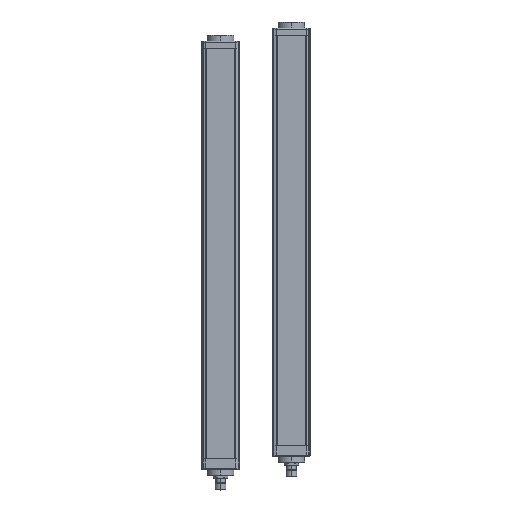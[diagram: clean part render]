
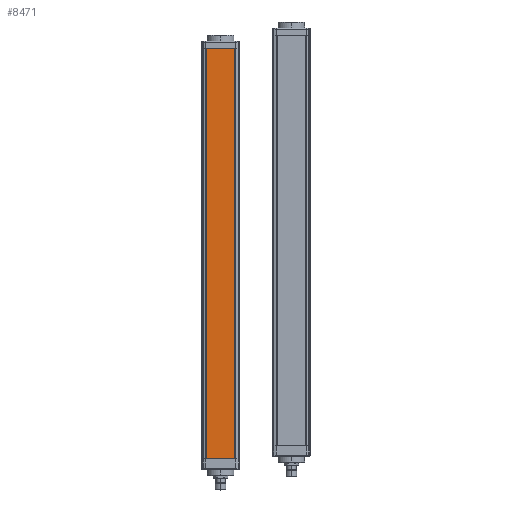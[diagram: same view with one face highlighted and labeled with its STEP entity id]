
A CAD part, top view. The second image highlights one B-rep face of the part: STEP entity #8471.
In plain terms, the highlighted planar face has unit normal (0, 0, 1).
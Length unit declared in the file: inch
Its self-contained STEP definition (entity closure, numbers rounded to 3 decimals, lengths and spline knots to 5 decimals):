
#599 = VECTOR ( 'NONE', #34707, 39.37008 ) ;
#1513 = EDGE_CURVE ( 'NONE', #5113, #12420, #22050, .T. ) ;
#2487 = VECTOR ( 'NONE', #13775, 39.37008 ) ;
#2771 = CARTESIAN_POINT ( 'NONE',  ( -0.60039, 9.03543, 0.90157 ) ) ;
#4272 = DIRECTION ( 'NONE',  ( 0., 0., 1. ) ) ;
#5113 = VERTEX_POINT ( 'NONE', #20804 ) ;
#5560 = ORIENTED_EDGE ( 'NONE', *, *, #14642, .T. ) ;
#5841 = CARTESIAN_POINT ( 'NONE',  ( 0., 9.03543, 0.90157 ) ) ;
#6770 = CARTESIAN_POINT ( 'NONE',  ( -0.60039, -9.03543, 0.90157 ) ) ;
#8471 = ADVANCED_FACE ( 'NONE', ( #9792 ), #23118, .T. ) ;
#9197 = VECTOR ( 'NONE', #14820, 39.37008 ) ;
#9792 = FACE_OUTER_BOUND ( 'NONE', #14607, .T. ) ;
#10363 = EDGE_CURVE ( 'NONE', #12420, #25121, #23594, .T. ) ;
#12113 = VERTEX_POINT ( 'NONE', #32575 ) ;
#12420 = VERTEX_POINT ( 'NONE', #2771 ) ;
#13775 = DIRECTION ( 'NONE',  ( 0., -1., 0. ) ) ;
#14472 = ORIENTED_EDGE ( 'NONE', *, *, #10363, .T. ) ;
#14607 = EDGE_LOOP ( 'NONE', ( #38492, #30341, #14472, #5560 ) ) ;
#14642 = EDGE_CURVE ( 'NONE', #25121, #12113, #34941, .T. ) ;
#14820 = DIRECTION ( 'NONE',  ( 0., 1., 0. ) ) ;
#16668 = EDGE_CURVE ( 'NONE', #12113, #5113, #32022, .T. ) ;
#20804 = CARTESIAN_POINT ( 'NONE',  ( 0.60039, 9.03543, 0.90157 ) ) ;
#21962 = CARTESIAN_POINT ( 'NONE',  ( 0., -9.03543, 0.90157 ) ) ;
#22050 = LINE ( 'NONE', #5841, #36673 ) ;
#22503 = AXIS2_PLACEMENT_3D ( 'NONE', #37318, #4272, #37537 ) ;
#23118 = PLANE ( 'NONE',  #22503 ) ;
#23594 = LINE ( 'NONE', #37614, #2487 ) ;
#25121 = VERTEX_POINT ( 'NONE', #6770 ) ;
#30341 = ORIENTED_EDGE ( 'NONE', *, *, #1513, .T. ) ;
#32022 = LINE ( 'NONE', #38187, #9197 ) ;
#32530 = DIRECTION ( 'NONE',  ( -1., 0., 0. ) ) ;
#32575 = CARTESIAN_POINT ( 'NONE',  ( 0.60039, -9.03543, 0.90157 ) ) ;
#34707 = DIRECTION ( 'NONE',  ( 1., 0., 0. ) ) ;
#34941 = LINE ( 'NONE', #21962, #599 ) ;
#36673 = VECTOR ( 'NONE', #32530, 39.37008 ) ;
#37318 = CARTESIAN_POINT ( 'NONE',  ( 0., 0., 0.90157 ) ) ;
#37537 = DIRECTION ( 'NONE',  ( 1., 0., 0. ) ) ;
#37614 = CARTESIAN_POINT ( 'NONE',  ( -0.60039, 0., 0.90157 ) ) ;
#38187 = CARTESIAN_POINT ( 'NONE',  ( 0.60039, 0., 0.90157 ) ) ;
#38492 = ORIENTED_EDGE ( 'NONE', *, *, #16668, .T. ) ;
